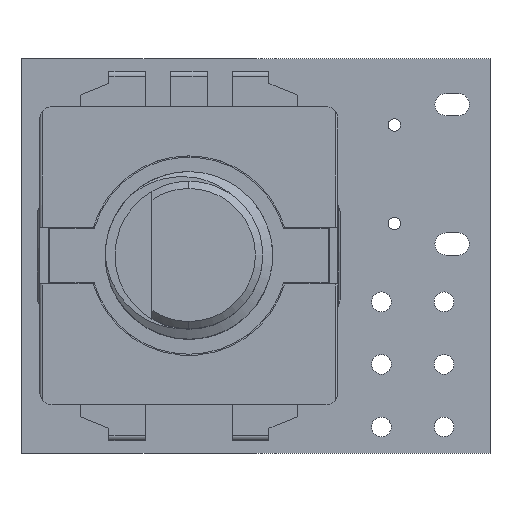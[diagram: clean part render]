
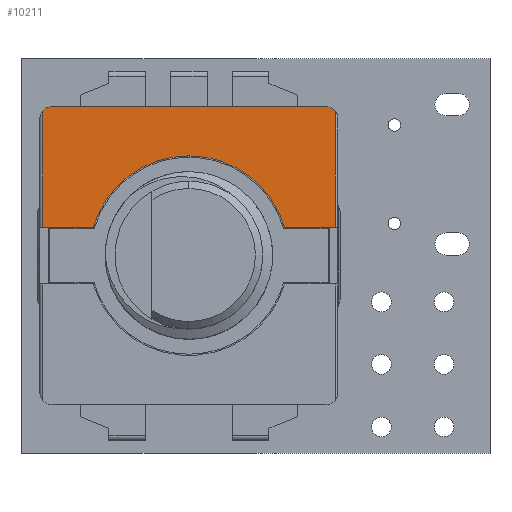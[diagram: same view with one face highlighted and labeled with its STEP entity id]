
A CAD part, top view. The second image highlights one B-rep face of the part: STEP entity #10211.
In plain terms, the highlighted face is planar.
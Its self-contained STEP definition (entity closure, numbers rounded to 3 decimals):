
#7697 = VERTEX_POINT('',#7698);
#7698 = CARTESIAN_POINT('',(3.883,6.5,-1.15));
#7716 = VERTEX_POINT('',#7717);
#7717 = CARTESIAN_POINT('',(0.,6.5,-4.05));
#7723 = EDGE_CURVE('',#7697,#7716,#7724,.T.);
#7724 = CIRCLE('',#7725,4.05);
#7725 = AXIS2_PLACEMENT_3D('',#7726,#7727,#7728);
#7726 = CARTESIAN_POINT('',(0.,6.5,0.));
#7727 = DIRECTION('',(0.,1.,0.));
#7728 = DIRECTION('',(0.,0.,1.));
#10211 = ADVANCED_FACE('',(#10212),#10280,.F.);
#10212 = FACE_BOUND('',#10213,.T.);
#10213 = EDGE_LOOP('',(#10214,#10225,#10233,#10241,#10248,#10249,#10257,
    #10265,#10274));
#10214 = ORIENTED_EDGE('',*,*,#10215,.T.);
#10215 = EDGE_CURVE('',#10216,#10218,#10220,.T.);
#10216 = VERTEX_POINT('',#10217);
#10217 = CARTESIAN_POINT('',(-5.55,6.5,-6.05));
#10218 = VERTEX_POINT('',#10219);
#10219 = CARTESIAN_POINT('',(-5.95,6.5,-5.85));
#10220 = CIRCLE('',#10221,0.5);
#10221 = AXIS2_PLACEMENT_3D('',#10222,#10223,#10224);
#10222 = CARTESIAN_POINT('',(-5.55,6.5,-5.55));
#10223 = DIRECTION('',(0.,1.,0.));
#10224 = DIRECTION('',(0.,0.,-1.));
#10225 = ORIENTED_EDGE('',*,*,#10226,.T.);
#10226 = EDGE_CURVE('',#10218,#10227,#10229,.T.);
#10227 = VERTEX_POINT('',#10228);
#10228 = CARTESIAN_POINT('',(-5.95,6.5,-1.15));
#10229 = LINE('',#10230,#10231);
#10230 = CARTESIAN_POINT('',(-5.95,6.5,0.));
#10231 = VECTOR('',#10232,1.);
#10232 = DIRECTION('',(0.,0.,1.));
#10233 = ORIENTED_EDGE('',*,*,#10234,.F.);
#10234 = EDGE_CURVE('',#10235,#10227,#10237,.T.);
#10235 = VERTEX_POINT('',#10236);
#10236 = CARTESIAN_POINT('',(-3.883,6.5,-1.15));
#10237 = LINE('',#10238,#10239);
#10238 = CARTESIAN_POINT('',(-3.883,6.5,-1.15));
#10239 = VECTOR('',#10240,1.);
#10240 = DIRECTION('',(-1.,0.,0.));
#10241 = ORIENTED_EDGE('',*,*,#10242,.F.);
#10242 = EDGE_CURVE('',#7716,#10235,#10243,.T.);
#10243 = CIRCLE('',#10244,4.05);
#10244 = AXIS2_PLACEMENT_3D('',#10245,#10246,#10247);
#10245 = CARTESIAN_POINT('',(0.,6.5,0.));
#10246 = DIRECTION('',(0.,1.,0.));
#10247 = DIRECTION('',(0.,0.,1.));
#10248 = ORIENTED_EDGE('',*,*,#7723,.F.);
#10249 = ORIENTED_EDGE('',*,*,#10250,.F.);
#10250 = EDGE_CURVE('',#10251,#7697,#10253,.T.);
#10251 = VERTEX_POINT('',#10252);
#10252 = CARTESIAN_POINT('',(5.95,6.5,-1.15));
#10253 = LINE('',#10254,#10255);
#10254 = CARTESIAN_POINT('',(5.7,6.5,-1.15));
#10255 = VECTOR('',#10256,1.);
#10256 = DIRECTION('',(-1.,0.,0.));
#10257 = ORIENTED_EDGE('',*,*,#10258,.T.);
#10258 = EDGE_CURVE('',#10251,#10259,#10261,.T.);
#10259 = VERTEX_POINT('',#10260);
#10260 = CARTESIAN_POINT('',(5.95,6.5,-5.85));
#10261 = LINE('',#10262,#10263);
#10262 = CARTESIAN_POINT('',(5.95,6.5,0.));
#10263 = VECTOR('',#10264,1.);
#10264 = DIRECTION('',(0.,0.,-1.));
#10265 = ORIENTED_EDGE('',*,*,#10266,.T.);
#10266 = EDGE_CURVE('',#10259,#10267,#10269,.T.);
#10267 = VERTEX_POINT('',#10268);
#10268 = CARTESIAN_POINT('',(5.55,6.5,-6.05));
#10269 = CIRCLE('',#10270,0.5);
#10270 = AXIS2_PLACEMENT_3D('',#10271,#10272,#10273);
#10271 = CARTESIAN_POINT('',(5.55,6.5,-5.55));
#10272 = DIRECTION('',(0.,1.,0.));
#10273 = DIRECTION('',(0.,0.,-1.));
#10274 = ORIENTED_EDGE('',*,*,#10275,.T.);
#10275 = EDGE_CURVE('',#10267,#10216,#10276,.T.);
#10276 = LINE('',#10277,#10278);
#10277 = CARTESIAN_POINT('',(-6.05,6.5,-6.05));
#10278 = VECTOR('',#10279,1.);
#10279 = DIRECTION('',(-1.,0.,0.));
#10280 = PLANE('',#10281);
#10281 = AXIS2_PLACEMENT_3D('',#10282,#10283,#10284);
#10282 = CARTESIAN_POINT('',(0.,6.5,0.));
#10283 = DIRECTION('',(0.,-1.,0.));
#10284 = DIRECTION('',(0.,0.,-1.));
